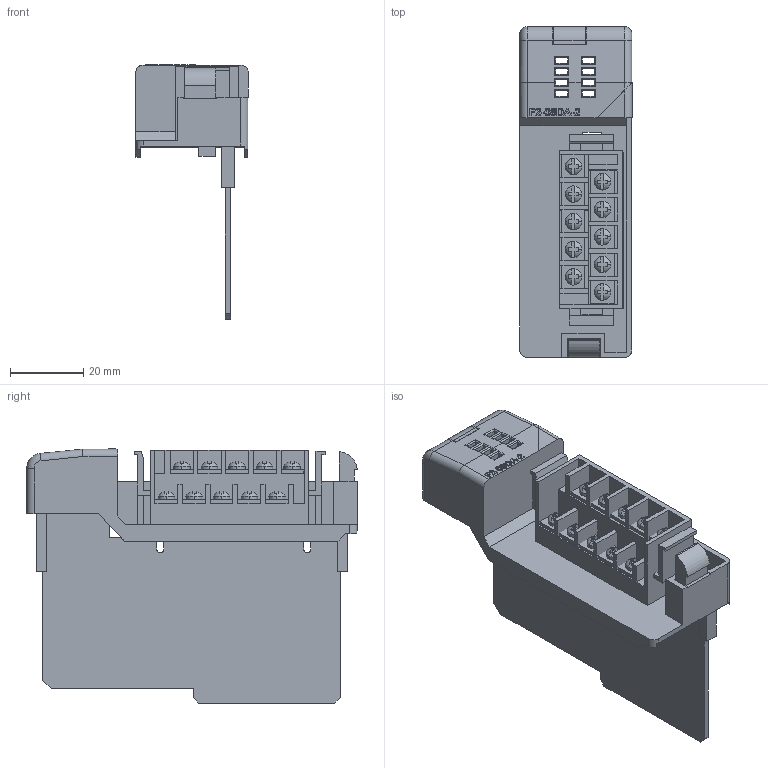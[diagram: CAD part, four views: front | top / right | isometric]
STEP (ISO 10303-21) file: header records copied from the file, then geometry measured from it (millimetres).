
FILE_DESCRIPTION (( 'STEP AP214' ), '1' );
FILE_NAME ('F2-08DA-2_ModuleCase_light_NEW.STEP', '2011-02-03T15:07:01', ( ' ' ), ( ' ' ), 'SwSTEP 2.0', 'SolidWorks 2009', '' );
FILE_SCHEMA (( 'AUTOMOTIVE_DESIGN' ));
Length unit declared in the file: millimetre
Products named in the file (1): F2-08DA-2_ModuleCase_light_NEW
Bounding box: 30.55 x 90 x 69.22 mm (x, y, z)
Volume: 25405 mm3; surface area: 28579.7 mm2
Topology: 6 solids, 6 shells, 586 faces, 1572 edges, 1018 vertices
Faces by surface type: plane 411, cylinder 75, bspline 58, sphere 40, torus 2
Entity records: 27467 total; most frequent: CARTESIAN_POINT 6558, ORIENTED_EDGE 3144, DIRECTION 2725, EDGE_CURVE 1572, VECTOR 1139, LINE 1139, VERTEX_POINT 1018, AXIS2_PLACEMENT_3D 793
